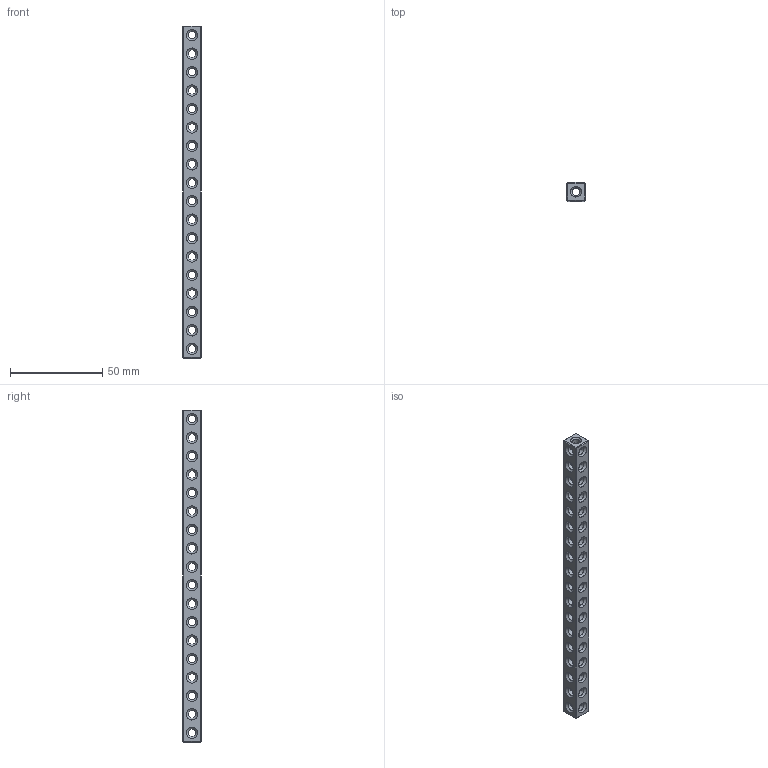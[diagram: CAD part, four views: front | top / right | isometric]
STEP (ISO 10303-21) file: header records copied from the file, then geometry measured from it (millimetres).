
FILE_DESCRIPTION(('FreeCAD Model'),'2;1');
FILE_NAME('Open CASCADE Shape Model','2024-10-01T21:27:32',('Author'),( ''),'Open CASCADE STEP processor 7.7','Ondsel','Unknown');
FILE_SCHEMA(('AUTOMOTIVE_DESIGN { 1 0 10303 214 1 1 1 1 }'));
Length unit declared in the file: millimetre
Products named in the file (1): Body
Bounding box: 10 x 10 x 180 mm (x, y, z)
Volume: 11781 mm3; surface area: 10144.2 mm2
Topology: 1 solids, 1 shells, 191 faces, 721 edges, 460 vertices
Faces by surface type: cylinder 91, cone 74, plane 26
Full cylindrical faces by diameter (mm): 4.2 x91
Entity records: 8181 total; most frequent: DIRECTION 1613, ORIENTED_EDGE 1442, CARTESIAN_POINT 1373, EDGE_CURVE 721, AXIS2_PLACEMENT_3D 700, VERTEX_POINT 460, ELLIPSE 360, FACE_BOUND 265
